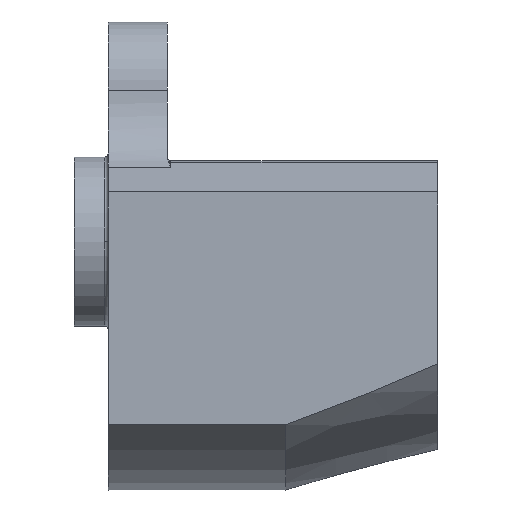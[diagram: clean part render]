
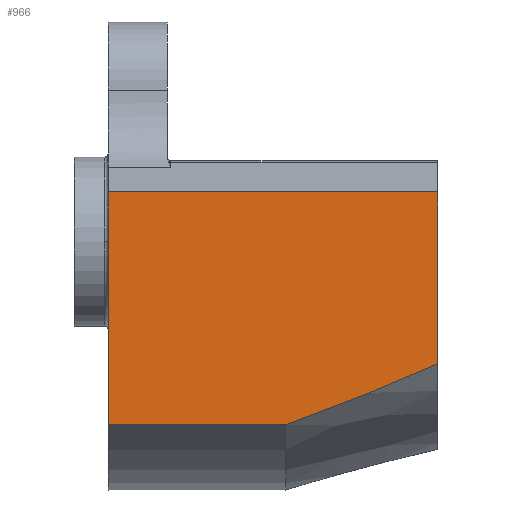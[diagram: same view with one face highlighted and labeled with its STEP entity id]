
A CAD part, front view. The second image highlights one B-rep face of the part: STEP entity #966.
In plain terms, the highlighted planar face has unit normal (0, -1, 0).
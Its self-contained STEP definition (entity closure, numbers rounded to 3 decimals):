
#22 = CARTESIAN_POINT ( 'NONE',  ( 25., -20., -21.685 ) ) ;
#80 = EDGE_CURVE ( 'NONE', #491, #748, #588, .T. ) ;
#100 = VERTEX_POINT ( 'NONE', #1058 ) ;
#172 = LINE ( 'NONE', #1045, #1161 ) ;
#307 = ORIENTED_EDGE ( 'NONE', *, *, #941, .F. ) ;
#324 = CARTESIAN_POINT ( 'NONE',  ( 28.039, -20., -20.577 ) ) ;
#471 = CARTESIAN_POINT ( 'NONE',  ( 43., -20., 10.5 ) ) ;
#477 = AXIS2_PLACEMENT_3D ( 'NONE', #838, #1274, #855 ) ;
#491 = VERTEX_POINT ( 'NONE', #939 ) ;
#542 = EDGE_CURVE ( 'NONE', #100, #553, #722, .T. ) ;
#550 = CARTESIAN_POINT ( 'NONE',  ( 4., -20., -21.685 ) ) ;
#553 = VERTEX_POINT ( 'NONE', #22 ) ;
#588 = LINE ( 'NONE', #950, #1117 ) ;
#619 = CARTESIAN_POINT ( 'NONE',  ( 31.065, -20., -19.437 ) ) ;
#621 = DIRECTION ( 'NONE',  ( 0., 0., -1. ) ) ;
#659 = FACE_OUTER_BOUND ( 'NONE', #952, .T. ) ;
#722 = B_SPLINE_CURVE_WITH_KNOTS ( 'NONE', 3,
 ( #933, #1256, #739, #619, #324, #1263 ),
 .UNSPECIFIED., .F., .F.,
 ( 4, 2, 4 ),
 ( 0., 0.01, 0.019 ),
 .UNSPECIFIED. ) ;
#739 = CARTESIAN_POINT ( 'NONE',  ( 37.073, -20., -17.048 ) ) ;
#744 = VECTOR ( 'NONE', #749, 1000. ) ;
#748 = VERTEX_POINT ( 'NONE', #550 ) ;
#749 = DIRECTION ( 'NONE',  ( -1., 0., 0. ) ) ;
#771 = VERTEX_POINT ( 'NONE', #875 ) ;
#838 = CARTESIAN_POINT ( 'NONE',  ( 121.108, -20., 10.5 ) ) ;
#855 = DIRECTION ( 'NONE',  ( 0., 0., 1. ) ) ;
#875 = CARTESIAN_POINT ( 'NONE',  ( 43., -20., 5.884 ) ) ;
#898 = ORIENTED_EDGE ( 'NONE', *, *, #80, .T. ) ;
#905 = EDGE_CURVE ( 'NONE', #771, #100, #1026, .T. ) ;
#933 = CARTESIAN_POINT ( 'NONE',  ( 43., -20., -14.455 ) ) ;
#939 = CARTESIAN_POINT ( 'NONE',  ( 4., -20., 5.884 ) ) ;
#941 = EDGE_CURVE ( 'NONE', #491, #771, #172, .T. ) ;
#950 = CARTESIAN_POINT ( 'NONE',  ( 4., -20., -10. ) ) ;
#952 = EDGE_LOOP ( 'NONE', ( #1075, #1313, #971, #307, #898 ) ) ;
#966 = ADVANCED_FACE ( 'NONE', ( #659 ), #1169, .F. ) ;
#971 = ORIENTED_EDGE ( 'NONE', *, *, #905, .F. ) ;
#1026 = LINE ( 'NONE', #471, #1260 ) ;
#1045 = CARTESIAN_POINT ( 'NONE',  ( 121.108, -20., 5.884 ) ) ;
#1056 = DIRECTION ( 'NONE',  ( 1., 0., 0. ) ) ;
#1058 = CARTESIAN_POINT ( 'NONE',  ( 43., -20., -14.455 ) ) ;
#1060 = EDGE_CURVE ( 'NONE', #553, #748, #1244, .T. ) ;
#1075 = ORIENTED_EDGE ( 'NONE', *, *, #1060, .F. ) ;
#1090 = DIRECTION ( 'NONE',  ( 0., 0., -1. ) ) ;
#1117 = VECTOR ( 'NONE', #621, 1000. ) ;
#1161 = VECTOR ( 'NONE', #1056, 1000. ) ;
#1169 = PLANE ( 'NONE',  #477 ) ;
#1244 = LINE ( 'NONE', #1281, #744 ) ;
#1256 = CARTESIAN_POINT ( 'NONE',  ( 40.057, -20., -15.801 ) ) ;
#1260 = VECTOR ( 'NONE', #1090, 1000. ) ;
#1263 = CARTESIAN_POINT ( 'NONE',  ( 25., -20., -21.685 ) ) ;
#1274 = DIRECTION ( 'NONE',  ( 0., 1., 0. ) ) ;
#1281 = CARTESIAN_POINT ( 'NONE',  ( 0., -20., -21.685 ) ) ;
#1313 = ORIENTED_EDGE ( 'NONE', *, *, #542, .F. ) ;
